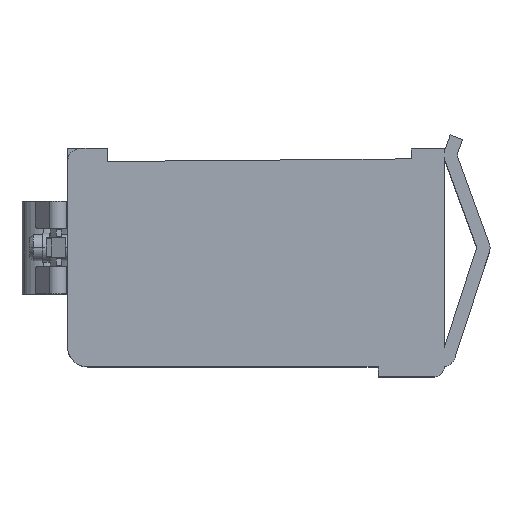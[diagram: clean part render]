
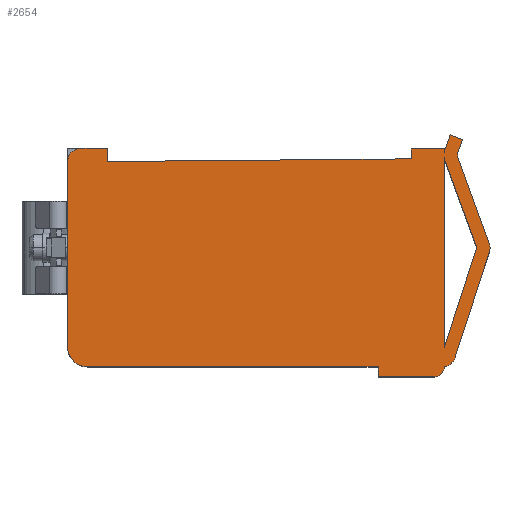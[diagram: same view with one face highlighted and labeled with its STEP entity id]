
A CAD part, top view. The second image highlights one B-rep face of the part: STEP entity #2654.
In plain terms, the highlighted planar face has unit normal (0, 0, 1).
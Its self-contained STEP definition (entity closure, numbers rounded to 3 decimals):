
#187=DIRECTION('',(-1.,0.,0.));
#188=VECTOR('',#187,0.025);
#189=CARTESIAN_POINT('',(27.101,17.604,16.));
#190=LINE('',#189,#188);
#215=DIRECTION('',(1.,0.,0.));
#216=VECTOR('',#215,0.031);
#217=CARTESIAN_POINT('',(27.076,16.787,16.));
#218=LINE('',#217,#216);
#394=CARTESIAN_POINT('',(-27.806,16.217,16.));
#395=DIRECTION('',(0.,0.,-1.));
#396=DIRECTION('',(-1.,0.,0.));
#397=AXIS2_PLACEMENT_3D('',#394,#395,#396);
#399=DIRECTION('',(1.,0.,0.));
#400=VECTOR('',#399,4.);
#401=CARTESIAN_POINT('',(-27.806,18.217,16.));
#402=LINE('',#401,#400);
#403=DIRECTION('',(0.,-1.,0.));
#404=VECTOR('',#403,2.);
#405=CARTESIAN_POINT('',(-23.806,18.217,16.));
#406=LINE('',#405,#404);
#407=DIRECTION('',(1.,0.009,0.));
#408=VECTOR('',#407,45.883);
#409=CARTESIAN_POINT('',(-23.806,16.217,16.));
#410=LINE('',#409,#408);
#411=DIRECTION('',(0.,1.,0.));
#412=VECTOR('',#411,1.5);
#413=CARTESIAN_POINT('',(22.076,16.617,16.));
#414=LINE('',#413,#412);
#415=DIRECTION('',(1.,0.,0.));
#416=VECTOR('',#415,5.);
#417=CARTESIAN_POINT('',(22.076,18.117,16.));
#418=LINE('',#417,#416);
#419=CARTESIAN_POINT('',(30.076,17.217,16.));
#420=DIRECTION('',(0.,0.,-1.));
#421=DIRECTION('',(-0.992,0.129,0.));
#422=AXIS2_PLACEMENT_3D('',#419,#420,#421);
#424=DIRECTION('',(0.342,0.94,0.));
#425=VECTOR('',#424,2.107);
#426=CARTESIAN_POINT('',(27.257,18.243,16.));
#427=LINE('',#426,#425);
#428=DIRECTION('',(0.94,-0.342,0.));
#429=VECTOR('',#428,2.);
#430=CARTESIAN_POINT('',(27.978,20.224,16.));
#431=LINE('',#430,#429);
#432=DIRECTION('',(-0.342,-0.94,0.));
#433=VECTOR('',#432,2.107);
#434=CARTESIAN_POINT('',(29.857,19.539,16.));
#435=LINE('',#434,#433);
#436=CARTESIAN_POINT('',(30.076,17.217,16.));
#437=DIRECTION('',(0.,0.,1.));
#438=DIRECTION('',(-0.94,0.342,0.));
#439=AXIS2_PLACEMENT_3D('',#436,#437,#438);
#441=DIRECTION('',(0.342,-0.94,0.));
#442=VECTOR('',#441,13.846);
#443=CARTESIAN_POINT('',(29.136,16.875,16.));
#444=LINE('',#443,#442);
#445=CARTESIAN_POINT('',(31.992,3.18,16.));
#446=DIRECTION('',(0.,0.,-1.));
#447=DIRECTION('',(0.94,0.342,0.));
#448=AXIS2_PLACEMENT_3D('',#445,#446,#447);
#450=CARTESIAN_POINT('',(31.992,3.18,16.));
#451=DIRECTION('',(0.,0.,-1.));
#452=DIRECTION('',(1.,0.,0.));
#453=AXIS2_PLACEMENT_3D('',#450,#451,#452);
#455=DIRECTION('',(-0.309,-0.951,0.));
#456=VECTOR('',#455,16.785);
#457=CARTESIAN_POINT('',(33.895,2.562,16.));
#458=LINE('',#457,#456);
#459=CARTESIAN_POINT('',(26.806,-12.783,16.));
#460=DIRECTION('',(0.,0.,-1.));
#461=DIRECTION('',(0.951,-0.309,0.));
#462=AXIS2_PLACEMENT_3D('',#459,#460,#461);
#464=CARTESIAN_POINT('',(25.576,-14.783,16.));
#465=DIRECTION('',(0.,0.,-1.));
#466=DIRECTION('',(1.,0.,0.));
#467=AXIS2_PLACEMENT_3D('',#464,#465,#466);
#469=CARTESIAN_POINT('',(-26.806,-11.783,16.));
#470=DIRECTION('',(0.,0.,-1.));
#471=DIRECTION('',(0.,-1.,0.));
#472=AXIS2_PLACEMENT_3D('',#469,#470,#471);
#474=DIRECTION('',(0.,1.,0.));
#475=VECTOR('',#474,28.);
#476=CARTESIAN_POINT('',(-29.806,-11.783,16.));
#477=LINE('',#476,#475);
#478=DIRECTION('',(0.,-1.,0.));
#479=VECTOR('',#478,28.738);
#480=CARTESIAN_POINT('',(27.076,16.787,16.));
#481=LINE('',#480,#479);
#482=DIRECTION('',(0.309,0.951,0.));
#483=VECTOR('',#482,15.91);
#484=CARTESIAN_POINT('',(27.076,-11.951,16.));
#485=LINE('',#484,#483);
#486=DIRECTION('',(-0.342,0.94,0.));
#487=VECTOR('',#486,13.846);
#488=CARTESIAN_POINT('',(31.992,3.18,16.));
#489=LINE('',#488,#487);
#490=CARTESIAN_POINT('',(30.076,17.217,16.));
#491=DIRECTION('',(0.,0.,-1.));
#492=DIRECTION('',(-0.94,-0.342,0.));
#493=AXIS2_PLACEMENT_3D('',#490,#491,#492);
#499=DIRECTION('',(0.,1.,0.));
#500=VECTOR('',#499,0.514);
#501=CARTESIAN_POINT('',(27.076,17.604,16.));
#502=LINE('',#501,#500);
#548=CARTESIAN_POINT('',(25.576,-14.783,16.));
#549=DIRECTION('',(0.,0.,1.));
#550=DIRECTION('',(1.,0.,0.));
#551=AXIS2_PLACEMENT_3D('',#548,#549,#550);
#561=DIRECTION('',(1.,0.,0.));
#562=VECTOR('',#561,8.5);
#563=CARTESIAN_POINT('',(17.076,-16.283,16.));
#564=LINE('',#563,#562);
#573=DIRECTION('',(0.,-1.,0.));
#574=VECTOR('',#573,1.5);
#575=CARTESIAN_POINT('',(17.076,-14.783,16.));
#576=LINE('',#575,#574);
#585=DIRECTION('',(1.,0.,0.));
#586=VECTOR('',#585,43.882);
#587=CARTESIAN_POINT('',(-26.806,-14.783,16.));
#588=LINE('',#587,#586);
#1701=CARTESIAN_POINT('',(-27.806,18.217,16.));
#1702=VERTEX_POINT('',#1701);
#1719=CARTESIAN_POINT('',(-29.806,16.217,16.));
#1720=VERTEX_POINT('',#1719);
#1743=CARTESIAN_POINT('',(27.076,-11.951,16.));
#1744=VERTEX_POINT('',#1743);
#1749=CARTESIAN_POINT('',(-23.806,18.217,16.));
#1750=VERTEX_POINT('',#1749);
#1755=CARTESIAN_POINT('',(-23.806,16.217,16.));
#1756=VERTEX_POINT('',#1755);
#1761=CARTESIAN_POINT('',(22.076,16.617,16.));
#1762=VERTEX_POINT('',#1761);
#1767=CARTESIAN_POINT('',(22.076,18.117,16.));
#1768=VERTEX_POINT('',#1767);
#1771=CARTESIAN_POINT('',(27.076,18.117,16.));
#1772=VERTEX_POINT('',#1771);
#1777=CARTESIAN_POINT('',(27.076,17.604,16.));
#1778=VERTEX_POINT('',#1777);
#1779=CARTESIAN_POINT('',(27.101,17.604,16.));
#1780=VERTEX_POINT('',#1779);
#1781=CARTESIAN_POINT('',(27.257,18.243,16.));
#1782=VERTEX_POINT('',#1781);
#1783=CARTESIAN_POINT('',(27.978,20.224,16.));
#1784=VERTEX_POINT('',#1783);
#1785=CARTESIAN_POINT('',(29.857,19.539,16.));
#1786=VERTEX_POINT('',#1785);
#1787=CARTESIAN_POINT('',(29.136,17.559,16.));
#1788=VERTEX_POINT('',#1787);
#1789=CARTESIAN_POINT('',(29.136,16.875,16.));
#1790=VERTEX_POINT('',#1789);
#1791=CARTESIAN_POINT('',(33.872,3.865,16.));
#1792=VERTEX_POINT('',#1791);
#1793=CARTESIAN_POINT('',(33.992,3.18,16.));
#1794=VERTEX_POINT('',#1793);
#1795=CARTESIAN_POINT('',(33.895,2.562,16.));
#1796=VERTEX_POINT('',#1795);
#1797=CARTESIAN_POINT('',(28.708,-13.401,16.));
#1798=VERTEX_POINT('',#1797);
#1799=CARTESIAN_POINT('',(27.076,-14.764,16.));
#1800=VERTEX_POINT('',#1799);
#1801=CARTESIAN_POINT('',(27.076,-14.783,16.));
#1802=VERTEX_POINT('',#1801);
#1803=CARTESIAN_POINT('',(25.576,-16.283,16.));
#1804=VERTEX_POINT('',#1803);
#1805=CARTESIAN_POINT('',(17.076,-16.283,16.));
#1806=VERTEX_POINT('',#1805);
#1807=CARTESIAN_POINT('',(17.076,-14.783,16.));
#1808=VERTEX_POINT('',#1807);
#1809=CARTESIAN_POINT('',(-26.806,-14.783,16.));
#1810=VERTEX_POINT('',#1809);
#1811=CARTESIAN_POINT('',(-29.806,-11.783,16.));
#1812=VERTEX_POINT('',#1811);
#1813=CARTESIAN_POINT('',(27.076,16.787,16.));
#1814=CARTESIAN_POINT('',(27.107,16.787,16.));
#1815=VERTEX_POINT('',#1813);
#1816=VERTEX_POINT('',#1814);
#1817=CARTESIAN_POINT('',(31.992,3.18,16.));
#1818=VERTEX_POINT('',#1817);
#1819=CARTESIAN_POINT('',(27.257,16.191,16.));
#1820=VERTEX_POINT('',#1819);
#2595=CARTESIAN_POINT('',(2.093,1.97,16.));
#2596=DIRECTION('',(0.,0.,1.));
#2597=DIRECTION('',(1.,0.,0.));
#2598=AXIS2_PLACEMENT_3D('',#2595,#2596,#2597);
#2599=PLANE('',#2598);
#2600=ORIENTED_EDGE('',*,*,#2519,.T.);
#2601=ORIENTED_EDGE('',*,*,#2533,.T.);
#2602=ORIENTED_EDGE('',*,*,#2547,.T.);
#2603=ORIENTED_EDGE('',*,*,#2561,.T.);
#2604=ORIENTED_EDGE('',*,*,#2575,.T.);
#2605=ORIENTED_EDGE('',*,*,#2586,.T.);
#2607=ORIENTED_EDGE('',*,*,#2606,.F.);
#2608=ORIENTED_EDGE('',*,*,#2296,.F.);
#2610=ORIENTED_EDGE('',*,*,#2609,.T.);
#2612=ORIENTED_EDGE('',*,*,#2611,.T.);
#2614=ORIENTED_EDGE('',*,*,#2613,.T.);
#2616=ORIENTED_EDGE('',*,*,#2615,.T.);
#2618=ORIENTED_EDGE('',*,*,#2617,.T.);
#2620=ORIENTED_EDGE('',*,*,#2619,.T.);
#2622=ORIENTED_EDGE('',*,*,#2621,.T.);
#2624=ORIENTED_EDGE('',*,*,#2623,.T.);
#2626=ORIENTED_EDGE('',*,*,#2625,.T.);
#2628=ORIENTED_EDGE('',*,*,#2627,.T.);
#2630=ORIENTED_EDGE('',*,*,#2629,.F.);
#2632=ORIENTED_EDGE('',*,*,#2631,.T.);
#2634=ORIENTED_EDGE('',*,*,#2633,.F.);
#2636=ORIENTED_EDGE('',*,*,#2635,.F.);
#2638=ORIENTED_EDGE('',*,*,#2637,.F.);
#2640=ORIENTED_EDGE('',*,*,#2639,.T.);
#2641=ORIENTED_EDGE('',*,*,#2413,.T.);
#2642=EDGE_LOOP('',(#2600,#2601,#2602,#2603,#2604,#2605,#2607,#2608,#2610,#2612,
#2614,#2616,#2618,#2620,#2622,#2624,#2626,#2628,#2630,#2632,#2634,#2636,#2638,
#2640,#2641));
#2643=FACE_OUTER_BOUND('',#2642,.F.);
#2644=ORIENTED_EDGE('',*,*,#2325,.F.);
#2645=ORIENTED_EDGE('',*,*,#2349,.T.);
#2647=ORIENTED_EDGE('',*,*,#2646,.T.);
#2649=ORIENTED_EDGE('',*,*,#2648,.T.);
#2651=ORIENTED_EDGE('',*,*,#2650,.T.);
#2652=EDGE_LOOP('',(#2644,#2645,#2647,#2649,#2651));
#2653=FACE_BOUND('',#2652,.F.);
#398=CIRCLE('',#397,2.);
#423=CIRCLE('',#422,3.);
#440=CIRCLE('',#439,1.);
#449=CIRCLE('',#448,2.);
#454=CIRCLE('',#453,2.);
#463=CIRCLE('',#462,2.);
#468=CIRCLE('',#467,1.5);
#473=CIRCLE('',#472,3.);
#494=CIRCLE('',#493,3.);
#552=CIRCLE('',#551,1.5);
#2296=EDGE_CURVE('',#1780,#1778,#190,.T.);
#2325=EDGE_CURVE('',#1815,#1816,#218,.T.);
#2349=EDGE_CURVE('',#1815,#1744,#481,.T.);
#2413=EDGE_CURVE('',#1812,#1720,#477,.T.);
#2519=EDGE_CURVE('',#1720,#1702,#398,.T.);
#2533=EDGE_CURVE('',#1702,#1750,#402,.T.);
#2547=EDGE_CURVE('',#1750,#1756,#406,.T.);
#2561=EDGE_CURVE('',#1756,#1762,#410,.T.);
#2575=EDGE_CURVE('',#1762,#1768,#414,.T.);
#2586=EDGE_CURVE('',#1768,#1772,#418,.T.);
#2606=EDGE_CURVE('',#1778,#1772,#502,.T.);
#2609=EDGE_CURVE('',#1780,#1782,#423,.T.);
#2611=EDGE_CURVE('',#1782,#1784,#427,.T.);
#2613=EDGE_CURVE('',#1784,#1786,#431,.T.);
#2615=EDGE_CURVE('',#1786,#1788,#435,.T.);
#2617=EDGE_CURVE('',#1788,#1790,#440,.T.);
#2619=EDGE_CURVE('',#1790,#1792,#444,.T.);
#2621=EDGE_CURVE('',#1792,#1794,#449,.T.);
#2623=EDGE_CURVE('',#1794,#1796,#454,.T.);
#2625=EDGE_CURVE('',#1796,#1798,#458,.T.);
#2627=EDGE_CURVE('',#1798,#1800,#463,.T.);
#2629=EDGE_CURVE('',#1802,#1800,#552,.T.);
#2631=EDGE_CURVE('',#1802,#1804,#468,.T.);
#2633=EDGE_CURVE('',#1806,#1804,#564,.T.);
#2635=EDGE_CURVE('',#1808,#1806,#576,.T.);
#2637=EDGE_CURVE('',#1810,#1808,#588,.T.);
#2639=EDGE_CURVE('',#1810,#1812,#473,.T.);
#2646=EDGE_CURVE('',#1744,#1818,#485,.T.);
#2648=EDGE_CURVE('',#1818,#1820,#489,.T.);
#2650=EDGE_CURVE('',#1820,#1816,#494,.T.);
#2654=ADVANCED_FACE('',(#2643,#2653),#2599,.T.);
